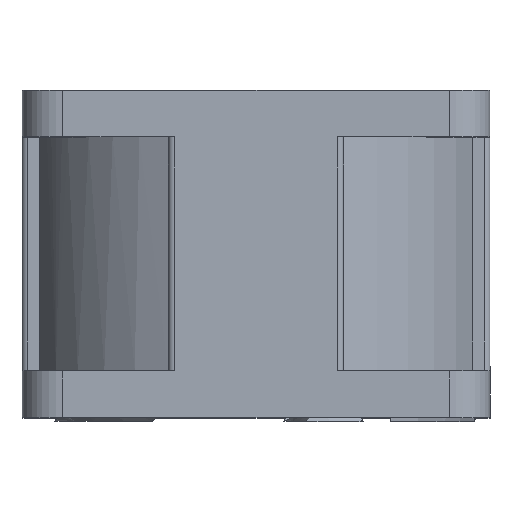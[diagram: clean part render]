
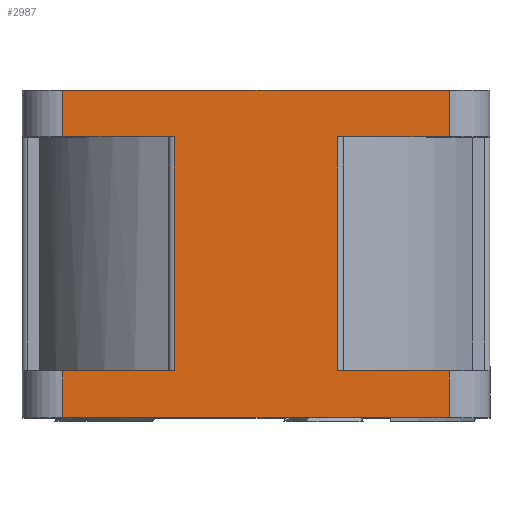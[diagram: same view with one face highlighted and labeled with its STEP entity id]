
A CAD part, top view. The second image highlights one B-rep face of the part: STEP entity #2987.
In plain terms, the highlighted planar face has unit normal (0, 0, 1).
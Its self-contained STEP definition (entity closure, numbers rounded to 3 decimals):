
#436=PLANE('',#3298);
#452=LINE('',#4015,#546);
#457=LINE('',#4030,#551);
#460=LINE('',#4046,#554);
#462=LINE('',#4054,#556);
#493=LINE('',#4161,#587);
#496=LINE('',#4171,#590);
#497=LINE('',#4180,#591);
#500=LINE('',#4190,#594);
#510=LINE('',#9226,#604);
#516=LINE('',#9241,#610);
#532=LINE('',#9290,#626);
#533=LINE('',#9291,#627);
#546=VECTOR('',#3408,1000.);
#551=VECTOR('',#3421,1000.);
#554=VECTOR('',#3436,1000.);
#556=VECTOR('',#3444,1000.);
#587=VECTOR('',#3549,1000.);
#590=VECTOR('',#3558,1000.);
#591=VECTOR('',#3569,1000.);
#594=VECTOR('',#3578,1000.);
#604=VECTOR('',#3696,1000.);
#610=VECTOR('',#3712,1000.);
#626=VECTOR('',#3764,1000.);
#627=VECTOR('',#3765,1000.);
#1354=ORIENTED_EDGE('',*,*,#1657,.F.);
#1355=ORIENTED_EDGE('',*,*,#1662,.T.);
#1356=ORIENTED_EDGE('',*,*,#1882,.F.);
#1357=ORIENTED_EDGE('',*,*,#1671,.F.);
#1358=ORIENTED_EDGE('',*,*,#1666,.F.);
#1359=ORIENTED_EDGE('',*,*,#1911,.F.);
#1360=ORIENTED_EDGE('',*,*,#1601,.F.);
#1361=ORIENTED_EDGE('',*,*,#1605,.F.);
#1362=ORIENTED_EDGE('',*,*,#1586,.F.);
#1363=ORIENTED_EDGE('',*,*,#1594,.T.);
#1364=ORIENTED_EDGE('',*,*,#1890,.F.);
#1365=ORIENTED_EDGE('',*,*,#1912,.F.);
#1586=EDGE_CURVE('',#2036,#2037,#452,.T.);
#1594=EDGE_CURVE('',#2036,#2042,#457,.T.);
#1601=EDGE_CURVE('',#2049,#2050,#460,.T.);
#1605=EDGE_CURVE('',#2037,#2049,#462,.T.);
#1657=EDGE_CURVE('',#2091,#2092,#493,.T.);
#1662=EDGE_CURVE('',#2091,#2095,#496,.T.);
#1666=EDGE_CURVE('',#2098,#2099,#497,.T.);
#1671=EDGE_CURVE('',#2099,#2103,#500,.T.);
#1882=EDGE_CURVE('',#2103,#2095,#510,.T.);
#1890=EDGE_CURVE('',#2242,#2042,#516,.T.);
#1911=EDGE_CURVE('',#2050,#2098,#532,.T.);
#1912=EDGE_CURVE('',#2092,#2242,#533,.T.);
#2036=VERTEX_POINT('',#4014);
#2037=VERTEX_POINT('',#4016);
#2042=VERTEX_POINT('',#4029);
#2049=VERTEX_POINT('',#4045);
#2050=VERTEX_POINT('',#4047);
#2091=VERTEX_POINT('',#4160);
#2092=VERTEX_POINT('',#4162);
#2095=VERTEX_POINT('',#4170);
#2098=VERTEX_POINT('',#4179);
#2099=VERTEX_POINT('',#4181);
#2103=VERTEX_POINT('',#4191);
#2242=VERTEX_POINT('',#9240);
#2569=EDGE_LOOP('',(#1354,#1355,#1356,#1357,#1358,#1359,#1360,#1361,#1362,
#1363,#1364,#1365));
#2781=FACE_BOUND('',#2569,.T.);
#2987=ADVANCED_FACE('',(#2781),#436,.T.);
#3298=AXIS2_PLACEMENT_3D('',#9289,#3762,#3763);
#3408=DIRECTION('',(1.,0.,0.));
#3421=DIRECTION('',(0.,-1.,0.));
#3436=DIRECTION('',(-1.,0.,0.));
#3444=DIRECTION('',(0.,-1.,0.));
#3549=DIRECTION('',(1.,0.,0.));
#3558=DIRECTION('',(0.,-1.,0.));
#3569=DIRECTION('',(1.,0.,0.));
#3578=DIRECTION('',(0.,-1.,0.));
#3696=DIRECTION('',(-1.,0.,0.));
#3712=DIRECTION('',(-1.,0.,0.));
#3762=DIRECTION('',(0.,0.,1.));
#3763=DIRECTION('',(-1.,0.,0.));
#3764=DIRECTION('',(0.,-1.,0.));
#3765=DIRECTION('',(0.,1.,0.));
#4014=CARTESIAN_POINT('',(-16.5,0.,20.));
#4015=CARTESIAN_POINT('',(0.,0.,20.));
#4016=CARTESIAN_POINT('',(16.5,0.,20.));
#4029=CARTESIAN_POINT('',(-16.5,-4.,20.));
#4030=CARTESIAN_POINT('',(-16.5,-24.,20.));
#4045=CARTESIAN_POINT('',(16.5,-4.,20.));
#4046=CARTESIAN_POINT('',(-18.221,-4.,20.));
#4047=CARTESIAN_POINT('',(7.,-4.,20.));
#4054=CARTESIAN_POINT('',(16.5,-24.,20.));
#4160=CARTESIAN_POINT('',(-16.5,-24.,20.));
#4161=CARTESIAN_POINT('',(-10.,-24.,20.));
#4162=CARTESIAN_POINT('',(-7.,-24.,20.));
#4170=CARTESIAN_POINT('',(-16.5,-28.,20.));
#4171=CARTESIAN_POINT('',(-16.5,-24.,20.));
#4179=CARTESIAN_POINT('',(7.,-24.,20.));
#4180=CARTESIAN_POINT('',(-10.,-24.,20.));
#4181=CARTESIAN_POINT('',(16.5,-24.,20.));
#4190=CARTESIAN_POINT('',(16.5,-24.,20.));
#4191=CARTESIAN_POINT('',(16.5,-28.,20.));
#9226=CARTESIAN_POINT('',(-16.5,-28.,20.));
#9240=CARTESIAN_POINT('',(-7.,-4.,20.));
#9241=CARTESIAN_POINT('',(-18.221,-4.,20.));
#9289=CARTESIAN_POINT('',(0.,0.,20.));
#9290=CARTESIAN_POINT('',(7.,-2.,20.));
#9291=CARTESIAN_POINT('',(-7.,-2.,20.));
